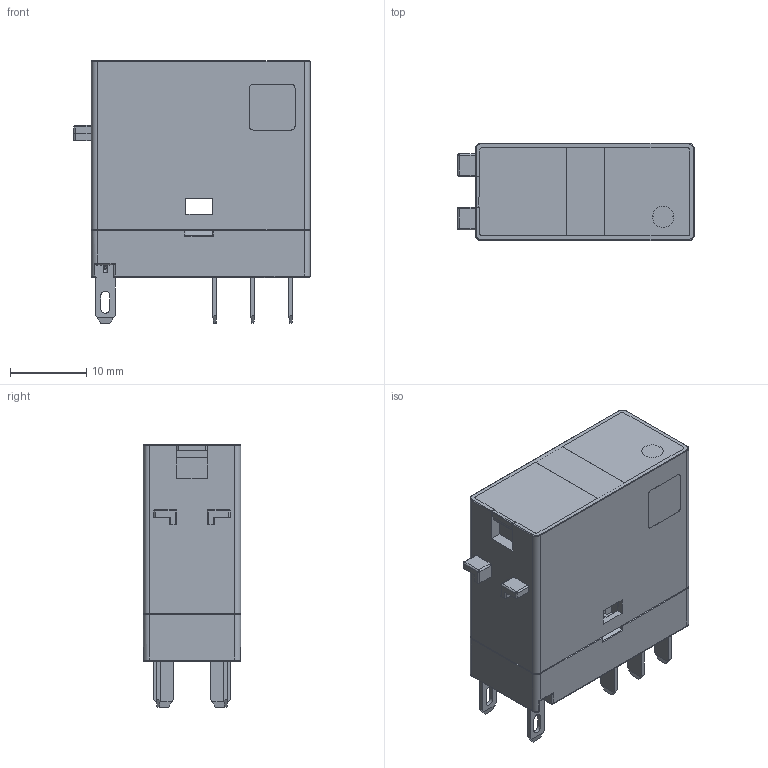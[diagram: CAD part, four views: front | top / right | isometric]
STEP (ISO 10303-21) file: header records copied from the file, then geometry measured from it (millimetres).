
FILE_DESCRIPTION (( 'STEP AP203' ), '1' );
FILE_NAME ('HF157F-XXX-2Z25FD2.STEP', '2024-12-23T12:03:27', ( '' ), ( '' ), 'SwSTEP 2.0', 'SolidWorks 2022', '' );
FILE_SCHEMA (( 'CONFIG_CONTROL_DESIGN' ));
Length unit declared in the file: millimetre
Products named in the file (1): HF157F-XXX-2Z25FD2
Bounding box: 31.1 x 12.8 x 34.5 mm (x, y, z)
Volume: 3914 mm3; surface area: 7864.6 mm2
Topology: 12 solids, 19 shells, 1512 faces, 3996 edges, 2457 vertices
Faces by surface type: plane 745, cylinder 535, torus 96, sphere 73, bspline 55, cone 8
Entity records: 47060 total; most frequent: CARTESIAN_POINT 10178, ORIENTED_EDGE 7840, DIRECTION 7527, EDGE_CURVE 3920, LINE 2587, VECTOR 2587, AXIS2_PLACEMENT_3D 2470, VERTEX_POINT 2457
